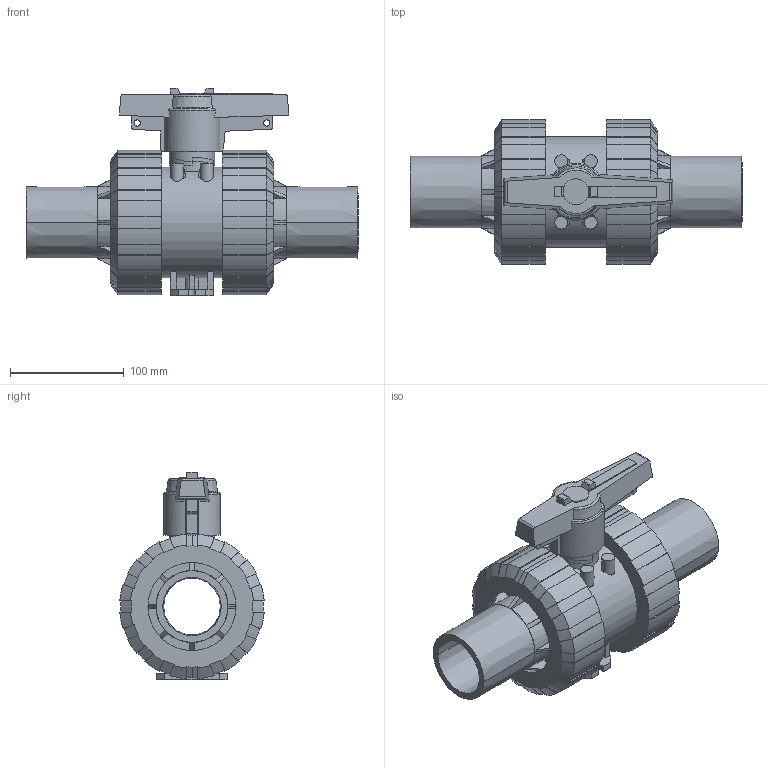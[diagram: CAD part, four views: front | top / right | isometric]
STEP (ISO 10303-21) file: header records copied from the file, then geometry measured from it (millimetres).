
FILE_DESCRIPTION(('STEP AP214'),'1');
FILE_NAME('cctmp_3C2D45A9-BC6A-442A-83BF-8C1C13520ACB_2021_10_21_08_17_33_0557..stp','2021-10-21T06:17:33',('Praher Valves GmbH'),('CADClick - www.CADClick.com'),'Spatial InterOp 3D',' ','unknown authorization');
FILE_SCHEMA(('AUTOMOTIVE_DESIGN'));
Length unit declared in the file: millimetre
Products named in the file (7): cc_unnamed; 210552_5; 210552_4; 210552_3; 210552_2; 210552_1; 210552
Assembly tree (6 placements, depth 2):
  cc_unnamed
    210552_5
    210552_4
    210552_3
    210552_2
    210552_1
    210552
Bounding box: 292 x 127.11 x 182.67 mm (x, y, z)
Volume: 1530914.7 mm3; surface area: 286011.3 mm2
Topology: 6 solids, 6 shells, 518 faces, 1482 edges, 982 vertices
Faces by surface type: plane 248, cylinder 142, cone 120, torus 8
Entity records: 22033 total; most frequent: CARTESIAN_POINT 4284, ORIENTED_EDGE 2964, DIRECTION 2778, EDGE_CURVE 1482, AXIS2_PLACEMENT_3D 1025, VERTEX_POINT 982, LINE 728, VECTOR 728
